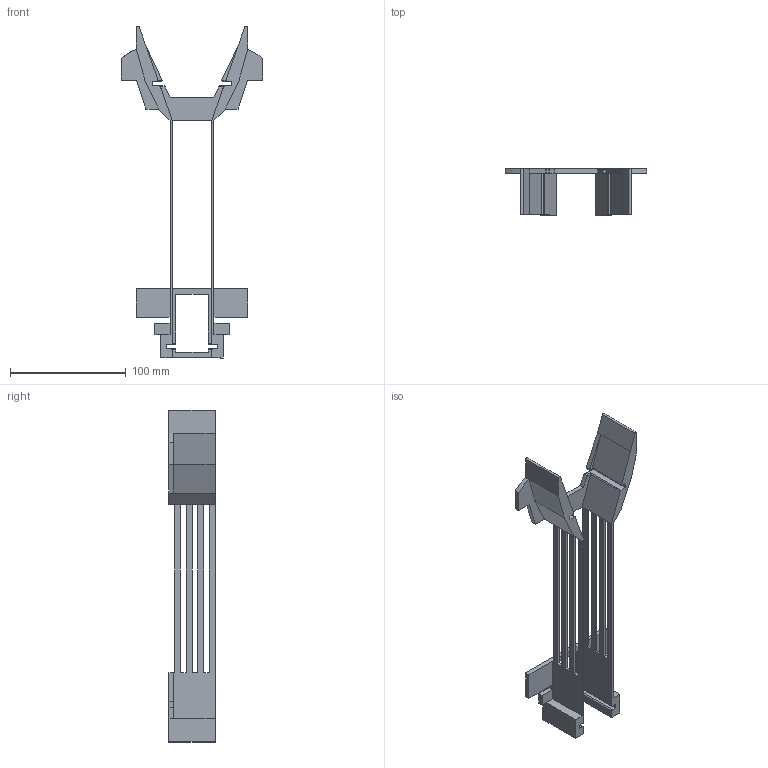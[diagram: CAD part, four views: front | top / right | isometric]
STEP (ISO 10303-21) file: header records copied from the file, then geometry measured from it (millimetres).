
FILE_DESCRIPTION (( 'STEP AP203' ), '1' );
FILE_NAME ('Ball_Collector_03_22.STEP', '2021-03-26T03:27:34', ( '' ), ( '' ), 'SwSTEP 2.0', 'SolidWorks 2020', '' );
FILE_SCHEMA (( 'CONFIG_CONTROL_DESIGN' ));
Length unit declared in the file: millimetre
Products named in the file (1): Ball_Collector_03_22
Bounding box: 122 x 40 x 286.77 mm (x, y, z)
Volume: 103210.7 mm3; surface area: 57420.6 mm2
Topology: 1 solids, 1 shells, 154 faces, 446 edges, 279 vertices
Faces by surface type: plane 110, cylinder 42, bspline 2
Entity records: 5021 total; most frequent: CARTESIAN_POINT 1015, ORIENTED_EDGE 892, DIRECTION 728, EDGE_CURVE 446, VECTOR 380, LINE 380, VERTEX_POINT 279, AXIS2_PLACEMENT_3D 174
